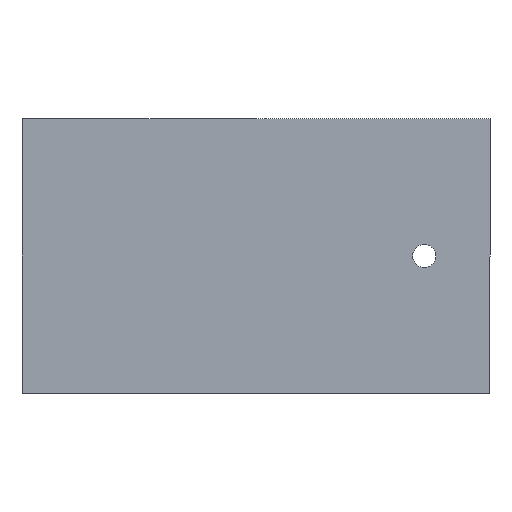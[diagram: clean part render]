
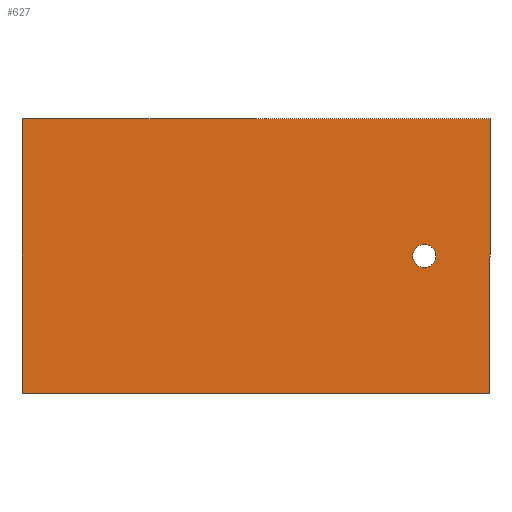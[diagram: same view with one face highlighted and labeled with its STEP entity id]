
A CAD part, front view. The second image highlights one B-rep face of the part: STEP entity #627.
In plain terms, the highlighted planar face has unit normal (0, -1, 0).
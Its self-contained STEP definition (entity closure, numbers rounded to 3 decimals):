
#13 = ORIENTED_EDGE ( 'NONE', *, *, #332, .F. ) ;
#22 = ORIENTED_EDGE ( 'NONE', *, *, #148, .F. ) ;
#26 = EDGE_LOOP ( 'NONE', ( #403, #495 ) ) ;
#33 = VECTOR ( 'NONE', #97, 1000. ) ;
#36 = CARTESIAN_POINT ( 'NONE',  ( -60.5, 0., -35.5 ) ) ;
#73 = DIRECTION ( 'NONE',  ( 0., 0., 1. ) ) ;
#97 = DIRECTION ( 'NONE',  ( 0., 0., -1. ) ) ;
#148 = EDGE_CURVE ( 'NONE', #804, #407, #667, .T. ) ;
#157 = ORIENTED_EDGE ( 'NONE', *, *, #573, .F. ) ;
#176 = CARTESIAN_POINT ( 'NONE',  ( 43.48, 0., 0. ) ) ;
#223 = CARTESIAN_POINT ( 'NONE',  ( 43.48, 0., -3. ) ) ;
#261 = CARTESIAN_POINT ( 'NONE',  ( 60.5, 0., 35.5 ) ) ;
#268 = PLANE ( 'NONE',  #576 ) ;
#269 = VECTOR ( 'NONE', #441, 1000. ) ;
#303 = CARTESIAN_POINT ( 'NONE',  ( 43.48, 0., 3. ) ) ;
#311 = LINE ( 'NONE', #761, #751 ) ;
#328 = CARTESIAN_POINT ( 'NONE',  ( 43.48, 0., 0. ) ) ;
#332 = EDGE_CURVE ( 'NONE', #407, #399, #311, .T. ) ;
#357 = DIRECTION ( 'NONE',  ( 0., 0., 1. ) ) ;
#366 = VERTEX_POINT ( 'NONE', #223 ) ;
#377 = LINE ( 'NONE', #487, #269 ) ;
#389 = AXIS2_PLACEMENT_3D ( 'NONE', #176, #830, #357 ) ;
#399 = VERTEX_POINT ( 'NONE', #412 ) ;
#403 = ORIENTED_EDGE ( 'NONE', *, *, #813, .T. ) ;
#407 = VERTEX_POINT ( 'NONE', #36 ) ;
#412 = CARTESIAN_POINT ( 'NONE',  ( -60.5, 0., 35.5 ) ) ;
#431 = EDGE_CURVE ( 'NONE', #468, #804, #724, .T. ) ;
#440 = CARTESIAN_POINT ( 'NONE',  ( 60.5, 0., -35.5 ) ) ;
#441 = DIRECTION ( 'NONE',  ( 1., 0., 0. ) ) ;
#449 = CIRCLE ( 'NONE', #389, 3. ) ;
#467 = AXIS2_PLACEMENT_3D ( 'NONE', #328, #765, #632 ) ;
#468 = VERTEX_POINT ( 'NONE', #261 ) ;
#475 = ORIENTED_EDGE ( 'NONE', *, *, #431, .F. ) ;
#487 = CARTESIAN_POINT ( 'NONE',  ( -60.5, 0., 35.5 ) ) ;
#495 = ORIENTED_EDGE ( 'NONE', *, *, #690, .T. ) ;
#514 = FACE_BOUND ( 'NONE', #26, .T. ) ;
#530 = CARTESIAN_POINT ( 'NONE',  ( 60.5, 0., -35.5 ) ) ;
#534 = VECTOR ( 'NONE', #597, 1000. ) ;
#553 = DIRECTION ( 'NONE',  ( 0., 0., 1. ) ) ;
#573 = EDGE_CURVE ( 'NONE', #399, #468, #377, .T. ) ;
#576 = AXIS2_PLACEMENT_3D ( 'NONE', #581, #634, #73 ) ;
#581 = CARTESIAN_POINT ( 'NONE',  ( 0., 0., 0. ) ) ;
#597 = DIRECTION ( 'NONE',  ( -1., 0., 0. ) ) ;
#619 = EDGE_LOOP ( 'NONE', ( #475, #157, #13, #22 ) ) ;
#627 = ADVANCED_FACE ( 'NONE', ( #514, #779 ), #268, .F. ) ;
#632 = DIRECTION ( 'NONE',  ( 0., 0., 1. ) ) ;
#634 = DIRECTION ( 'NONE',  ( 0., 1., 0. ) ) ;
#636 = CIRCLE ( 'NONE', #467, 3. ) ;
#664 = CARTESIAN_POINT ( 'NONE',  ( -60.5, 0., -35.5 ) ) ;
#667 = LINE ( 'NONE', #664, #534 ) ;
#690 = EDGE_CURVE ( 'NONE', #366, #796, #636, .T. ) ;
#724 = LINE ( 'NONE', #530, #33 ) ;
#751 = VECTOR ( 'NONE', #553, 1000. ) ;
#761 = CARTESIAN_POINT ( 'NONE',  ( -60.5, 0., -35.5 ) ) ;
#765 = DIRECTION ( 'NONE',  ( 0., 1., 0. ) ) ;
#779 = FACE_OUTER_BOUND ( 'NONE', #619, .T. ) ;
#796 = VERTEX_POINT ( 'NONE', #303 ) ;
#804 = VERTEX_POINT ( 'NONE', #440 ) ;
#813 = EDGE_CURVE ( 'NONE', #796, #366, #449, .T. ) ;
#830 = DIRECTION ( 'NONE',  ( 0., 1., 0. ) ) ;
